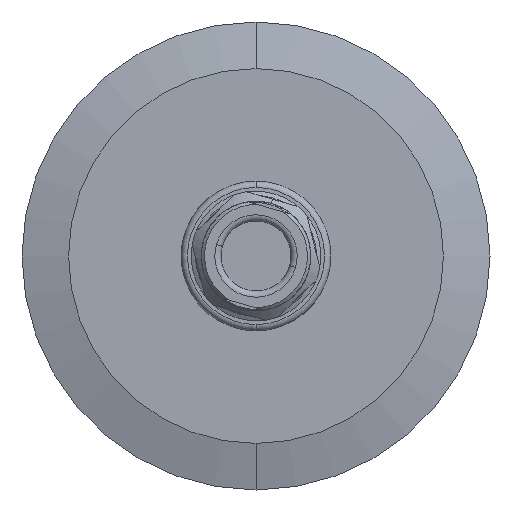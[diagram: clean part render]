
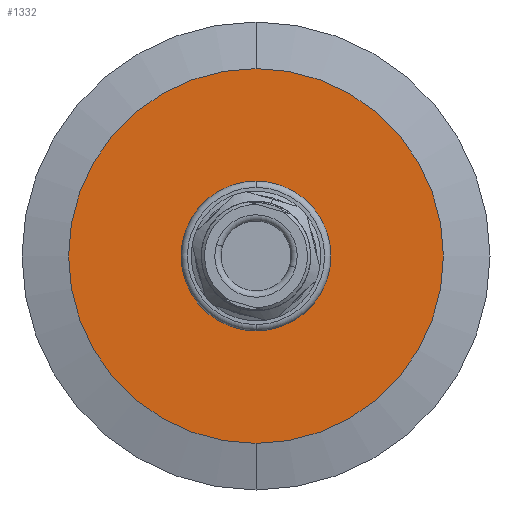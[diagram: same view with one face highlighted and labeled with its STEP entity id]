
A CAD part, front view. The second image highlights one B-rep face of the part: STEP entity #1332.
In plain terms, the highlighted face is planar.
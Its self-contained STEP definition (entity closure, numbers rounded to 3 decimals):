
#82 = EDGE_CURVE ( 'NONE', #3817, #1479, #1843, .T. ) ;
#229 = DIRECTION ( 'NONE',  ( 0., 0., -1. ) ) ;
#619 = AXIS2_PLACEMENT_3D ( 'NONE', #1125, #3366, #784 ) ;
#784 = DIRECTION ( 'NONE',  ( 0., 0., 1. ) ) ;
#894 = DIRECTION ( 'NONE',  ( 0., 0., -1. ) ) ;
#1000 = CARTESIAN_POINT ( 'NONE',  ( 5., 0., 0. ) ) ;
#1125 = CARTESIAN_POINT ( 'NONE',  ( 5., 0., 0. ) ) ;
#1225 = AXIS2_PLACEMENT_3D ( 'NONE', #4536, #4509, #1464 ) ;
#1332 = ADVANCED_FACE ( 'NONE', ( #5428, #3271 ), #1757, .T. ) ;
#1345 = ORIENTED_EDGE ( 'NONE', *, *, #82, .T. ) ;
#1464 = DIRECTION ( 'NONE',  ( 0., 0., 1. ) ) ;
#1479 = VERTEX_POINT ( 'NONE', #3579 ) ;
#1510 = EDGE_LOOP ( 'NONE', ( #1345, #3114 ) ) ;
#1757 = PLANE ( 'NONE',  #4213 ) ;
#1843 = CIRCLE ( 'NONE', #1225, 12. ) ;
#2234 = VERTEX_POINT ( 'NONE', #2808 ) ;
#2808 = CARTESIAN_POINT ( 'NONE',  ( 5., 0., -30.036 ) ) ;
#2891 = AXIS2_PLACEMENT_3D ( 'NONE', #3879, #5212, #894 ) ;
#3114 = ORIENTED_EDGE ( 'NONE', *, *, #3661, .T. ) ;
#3163 = DIRECTION ( 'NONE',  ( 1., 0., 0. ) ) ;
#3187 = CIRCLE ( 'NONE', #3824, 30.036 ) ;
#3193 = ORIENTED_EDGE ( 'NONE', *, *, #4907, .T. ) ;
#3252 = CIRCLE ( 'NONE', #619, 12. ) ;
#3271 = FACE_OUTER_BOUND ( 'NONE', #3322, .T. ) ;
#3322 = EDGE_LOOP ( 'NONE', ( #3193, #4619 ) ) ;
#3366 = DIRECTION ( 'NONE',  ( -1., 0., 0. ) ) ;
#3474 = CARTESIAN_POINT ( 'NONE',  ( 5., 0., 0. ) ) ;
#3579 = CARTESIAN_POINT ( 'NONE',  ( 5., 0., -12. ) ) ;
#3661 = EDGE_CURVE ( 'NONE', #1479, #3817, #3252, .T. ) ;
#3817 = VERTEX_POINT ( 'NONE', #4564 ) ;
#3824 = AXIS2_PLACEMENT_3D ( 'NONE', #1000, #3163, #229 ) ;
#3879 = CARTESIAN_POINT ( 'NONE',  ( 5., 0., 0. ) ) ;
#4175 = CARTESIAN_POINT ( 'NONE',  ( 5., 0., 30.036 ) ) ;
#4213 = AXIS2_PLACEMENT_3D ( 'NONE', #3474, #5161, #5539 ) ;
#4265 = EDGE_CURVE ( 'NONE', #2234, #4542, #3187, .T. ) ;
#4509 = DIRECTION ( 'NONE',  ( -1., 0., 0. ) ) ;
#4536 = CARTESIAN_POINT ( 'NONE',  ( 5., 0., 0. ) ) ;
#4542 = VERTEX_POINT ( 'NONE', #4175 ) ;
#4564 = CARTESIAN_POINT ( 'NONE',  ( 5., 0., 12. ) ) ;
#4619 = ORIENTED_EDGE ( 'NONE', *, *, #4265, .T. ) ;
#4907 = EDGE_CURVE ( 'NONE', #4542, #2234, #5426, .T. ) ;
#5161 = DIRECTION ( 'NONE',  ( 1., 0., 0. ) ) ;
#5212 = DIRECTION ( 'NONE',  ( 1., 0., 0. ) ) ;
#5426 = CIRCLE ( 'NONE', #2891, 30.036 ) ;
#5428 = FACE_BOUND ( 'NONE', #1510, .T. ) ;
#5539 = DIRECTION ( 'NONE',  ( 0., 0., -1. ) ) ;
